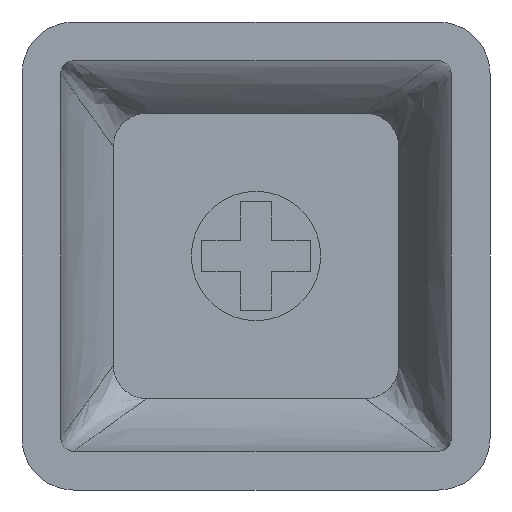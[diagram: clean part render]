
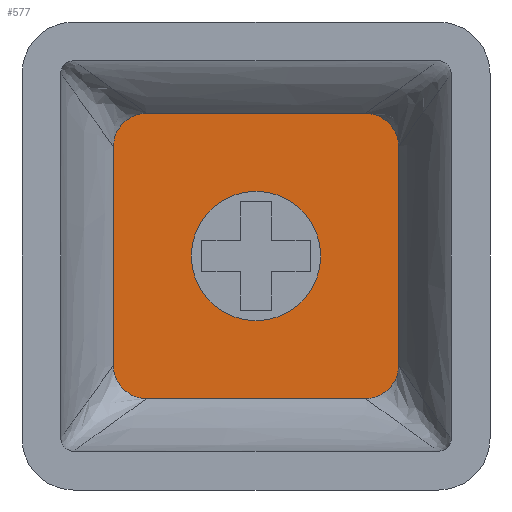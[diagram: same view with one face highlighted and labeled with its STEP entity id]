
A CAD part, front view. The second image highlights one B-rep face of the part: STEP entity #577.
In plain terms, the highlighted planar face has unit normal (0, -1, 0).
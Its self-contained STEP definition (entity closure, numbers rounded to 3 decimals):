
#136=FACE_OUTER_BOUND('',#171,.T.);
#171=EDGE_LOOP('',(#385,#386,#387,#388,#389,#390,#391,#392));
#208=B_SPLINE_CURVE_WITH_KNOTS('',3,(#765,#766,#767,#768,#769,#770,#771,
#772,#773,#774,#775,#776,#777,#778),.UNSPECIFIED.,.F.,.F.,(4,2,2,2,2,2,
4),(-0.157,-0.146,-0.118,-0.085,
-0.052,-0.018,-0.015),
 .UNSPECIFIED.);
#209=B_SPLINE_CURVE_WITH_KNOTS('',3,(#780,#781,#782,#783,#784,#785,#786,
#787),.UNSPECIFIED.,.F.,.F.,(4,2,2,4),(-0.723,-0.496,
-0.14,0.),.UNSPECIFIED.);
#210=B_SPLINE_CURVE_WITH_KNOTS('',3,(#789,#790,#791,#792,#793,#794,#795,
#796,#797,#798,#799,#800,#801,#802),.UNSPECIFIED.,.F.,.F.,(4,2,2,2,2,2,
4),(-0.157,-0.146,-0.118,-0.085,
-0.052,-0.018,-0.015),
 .UNSPECIFIED.);
#211=B_SPLINE_CURVE_WITH_KNOTS('',3,(#804,#805,#806,#807,#808,#809,#810,
#811),.UNSPECIFIED.,.F.,.F.,(4,2,2,4),(-0.723,-0.496,
-0.14,0.),.UNSPECIFIED.);
#212=B_SPLINE_CURVE_WITH_KNOTS('',3,(#813,#814,#815,#816,#817,#818,#819,
#820,#821,#822,#823,#824,#825,#826),.UNSPECIFIED.,.F.,.F.,(4,2,2,2,2,2,
4),(-0.157,-0.146,-0.118,-0.085,
-0.052,-0.018,-0.015),
 .UNSPECIFIED.);
#213=B_SPLINE_CURVE_WITH_KNOTS('',3,(#828,#829,#830,#831,#832,#833,#834,
#835),.UNSPECIFIED.,.F.,.F.,(4,2,2,4),(-0.723,-0.496,
-0.14,0.),.UNSPECIFIED.);
#214=B_SPLINE_CURVE_WITH_KNOTS('',3,(#837,#838,#839,#840,#841,#842,#843,
#844,#845,#846,#847,#848,#849,#850),.UNSPECIFIED.,.F.,.F.,(4,2,2,2,2,2,
4),(-0.157,-0.146,-0.118,-0.085,
-0.052,-0.018,-0.015),
 .UNSPECIFIED.);
#215=B_SPLINE_CURVE_WITH_KNOTS('',3,(#851,#852,#853,#854,#855,#856,#857,
#858),.UNSPECIFIED.,.F.,.F.,(4,2,2,4),(-0.723,-0.496,
-0.14,0.),.UNSPECIFIED.);
#240=VERTEX_POINT('',#763);
#241=VERTEX_POINT('',#764);
#242=VERTEX_POINT('',#779);
#243=VERTEX_POINT('',#788);
#244=VERTEX_POINT('',#803);
#245=VERTEX_POINT('',#812);
#246=VERTEX_POINT('',#827);
#247=VERTEX_POINT('',#836);
#298=EDGE_CURVE('',#240,#241,#208,.T.);
#299=EDGE_CURVE('',#242,#240,#209,.T.);
#300=EDGE_CURVE('',#243,#242,#210,.T.);
#301=EDGE_CURVE('',#244,#243,#211,.T.);
#302=EDGE_CURVE('',#245,#244,#212,.T.);
#303=EDGE_CURVE('',#246,#245,#213,.T.);
#304=EDGE_CURVE('',#247,#246,#214,.T.);
#305=EDGE_CURVE('',#241,#247,#215,.T.);
#385=ORIENTED_EDGE('',*,*,#298,.F.);
#386=ORIENTED_EDGE('',*,*,#299,.F.);
#387=ORIENTED_EDGE('',*,*,#300,.F.);
#388=ORIENTED_EDGE('',*,*,#301,.F.);
#389=ORIENTED_EDGE('',*,*,#302,.F.);
#390=ORIENTED_EDGE('',*,*,#303,.F.);
#391=ORIENTED_EDGE('',*,*,#304,.F.);
#392=ORIENTED_EDGE('',*,*,#305,.F.);
#559=PLANE('',#627);
#577=ADVANCED_FACE('',(#136),#559,.F.);
#627=AXIS2_PLACEMENT_3D('',#762,#658,#659);
#658=DIRECTION('center_axis',(0.,1.,0.));
#659=DIRECTION('ref_axis',(0.,0.,1.));
#762=CARTESIAN_POINT('Origin',(9.05,6.8,9.05));
#763=CARTESIAN_POINT('',(13.287,6.8,14.567));
#764=CARTESIAN_POINT('',(14.567,6.8,13.287));
#765=CARTESIAN_POINT('Ctrl Pts',(13.287,6.8,14.567));
#766=CARTESIAN_POINT('Ctrl Pts',(13.339,6.8,14.567));
#767=CARTESIAN_POINT('Ctrl Pts',(13.386,6.8,14.564));
#768=CARTESIAN_POINT('Ctrl Pts',(13.509,6.8,14.552));
#769=CARTESIAN_POINT('Ctrl Pts',(13.628,6.8,14.53));
#770=CARTESIAN_POINT('Ctrl Pts',(13.922,6.8,14.406));
#771=CARTESIAN_POINT('Ctrl Pts',(14.066,6.8,14.306));
#772=CARTESIAN_POINT('Ctrl Pts',(14.311,6.8,14.06));
#773=CARTESIAN_POINT('Ctrl Pts',(14.413,6.8,13.911));
#774=CARTESIAN_POINT('Ctrl Pts',(14.547,6.8,13.582));
#775=CARTESIAN_POINT('Ctrl Pts',(14.564,6.8,13.434));
#776=CARTESIAN_POINT('Ctrl Pts',(14.567,6.8,13.308));
#777=CARTESIAN_POINT('Ctrl Pts',(14.567,6.8,13.297));
#778=CARTESIAN_POINT('Ctrl Pts',(14.567,6.8,13.287));
#779=CARTESIAN_POINT('',(4.813,6.8,14.567));
#780=CARTESIAN_POINT('Ctrl Pts',(4.813,6.8,14.567));
#781=CARTESIAN_POINT('Ctrl Pts',(5.517,6.8,14.563));
#782=CARTESIAN_POINT('Ctrl Pts',(6.982,6.8,14.561));
#783=CARTESIAN_POINT('Ctrl Pts',(8.96,6.8,14.56));
#784=CARTESIAN_POINT('Ctrl Pts',(10.372,6.8,14.56));
#785=CARTESIAN_POINT('Ctrl Pts',(12.013,6.8,14.563));
#786=CARTESIAN_POINT('Ctrl Pts',(12.821,6.8,14.564));
#787=CARTESIAN_POINT('Ctrl Pts',(13.287,6.8,14.567));
#788=CARTESIAN_POINT('',(3.533,6.8,13.287));
#789=CARTESIAN_POINT('Ctrl Pts',(3.533,6.8,13.287));
#790=CARTESIAN_POINT('Ctrl Pts',(3.533,6.8,13.339));
#791=CARTESIAN_POINT('Ctrl Pts',(3.536,6.8,13.386));
#792=CARTESIAN_POINT('Ctrl Pts',(3.548,6.8,13.509));
#793=CARTESIAN_POINT('Ctrl Pts',(3.57,6.8,13.628));
#794=CARTESIAN_POINT('Ctrl Pts',(3.694,6.8,13.922));
#795=CARTESIAN_POINT('Ctrl Pts',(3.794,6.8,14.066));
#796=CARTESIAN_POINT('Ctrl Pts',(4.04,6.8,14.311));
#797=CARTESIAN_POINT('Ctrl Pts',(4.189,6.8,14.413));
#798=CARTESIAN_POINT('Ctrl Pts',(4.518,6.8,14.547));
#799=CARTESIAN_POINT('Ctrl Pts',(4.666,6.8,14.564));
#800=CARTESIAN_POINT('Ctrl Pts',(4.792,6.8,14.567));
#801=CARTESIAN_POINT('Ctrl Pts',(4.803,6.8,14.567));
#802=CARTESIAN_POINT('Ctrl Pts',(4.813,6.8,14.567));
#803=CARTESIAN_POINT('',(3.533,6.8,4.813));
#804=CARTESIAN_POINT('Ctrl Pts',(3.533,6.8,4.813));
#805=CARTESIAN_POINT('Ctrl Pts',(3.537,6.8,5.517));
#806=CARTESIAN_POINT('Ctrl Pts',(3.539,6.8,6.982));
#807=CARTESIAN_POINT('Ctrl Pts',(3.54,6.8,8.96));
#808=CARTESIAN_POINT('Ctrl Pts',(3.54,6.8,10.372));
#809=CARTESIAN_POINT('Ctrl Pts',(3.537,6.8,12.013));
#810=CARTESIAN_POINT('Ctrl Pts',(3.536,6.8,12.821));
#811=CARTESIAN_POINT('Ctrl Pts',(3.533,6.8,13.287));
#812=CARTESIAN_POINT('',(4.813,6.8,3.533));
#813=CARTESIAN_POINT('Ctrl Pts',(4.813,6.8,3.533));
#814=CARTESIAN_POINT('Ctrl Pts',(4.761,6.8,3.533));
#815=CARTESIAN_POINT('Ctrl Pts',(4.714,6.8,3.536));
#816=CARTESIAN_POINT('Ctrl Pts',(4.591,6.8,3.548));
#817=CARTESIAN_POINT('Ctrl Pts',(4.472,6.8,3.57));
#818=CARTESIAN_POINT('Ctrl Pts',(4.178,6.8,3.694));
#819=CARTESIAN_POINT('Ctrl Pts',(4.034,6.8,3.794));
#820=CARTESIAN_POINT('Ctrl Pts',(3.789,6.8,4.04));
#821=CARTESIAN_POINT('Ctrl Pts',(3.687,6.8,4.189));
#822=CARTESIAN_POINT('Ctrl Pts',(3.553,6.8,4.518));
#823=CARTESIAN_POINT('Ctrl Pts',(3.536,6.8,4.666));
#824=CARTESIAN_POINT('Ctrl Pts',(3.533,6.8,4.792));
#825=CARTESIAN_POINT('Ctrl Pts',(3.533,6.8,4.803));
#826=CARTESIAN_POINT('Ctrl Pts',(3.533,6.8,4.813));
#827=CARTESIAN_POINT('',(13.287,6.8,3.533));
#828=CARTESIAN_POINT('Ctrl Pts',(13.287,6.8,3.533));
#829=CARTESIAN_POINT('Ctrl Pts',(12.583,6.8,3.537));
#830=CARTESIAN_POINT('Ctrl Pts',(11.118,6.8,3.539));
#831=CARTESIAN_POINT('Ctrl Pts',(9.14,6.8,3.54));
#832=CARTESIAN_POINT('Ctrl Pts',(7.728,6.8,3.54));
#833=CARTESIAN_POINT('Ctrl Pts',(6.087,6.8,3.537));
#834=CARTESIAN_POINT('Ctrl Pts',(5.279,6.8,3.536));
#835=CARTESIAN_POINT('Ctrl Pts',(4.813,6.8,3.533));
#836=CARTESIAN_POINT('',(14.567,6.8,4.813));
#837=CARTESIAN_POINT('Ctrl Pts',(14.567,6.8,4.813));
#838=CARTESIAN_POINT('Ctrl Pts',(14.567,6.8,4.761));
#839=CARTESIAN_POINT('Ctrl Pts',(14.564,6.8,4.714));
#840=CARTESIAN_POINT('Ctrl Pts',(14.552,6.8,4.591));
#841=CARTESIAN_POINT('Ctrl Pts',(14.53,6.8,4.472));
#842=CARTESIAN_POINT('Ctrl Pts',(14.406,6.8,4.178));
#843=CARTESIAN_POINT('Ctrl Pts',(14.306,6.8,4.034));
#844=CARTESIAN_POINT('Ctrl Pts',(14.06,6.8,3.789));
#845=CARTESIAN_POINT('Ctrl Pts',(13.911,6.8,3.687));
#846=CARTESIAN_POINT('Ctrl Pts',(13.582,6.8,3.553));
#847=CARTESIAN_POINT('Ctrl Pts',(13.434,6.8,3.536));
#848=CARTESIAN_POINT('Ctrl Pts',(13.308,6.8,3.533));
#849=CARTESIAN_POINT('Ctrl Pts',(13.297,6.8,3.533));
#850=CARTESIAN_POINT('Ctrl Pts',(13.287,6.8,3.533));
#851=CARTESIAN_POINT('Ctrl Pts',(14.567,6.8,13.287));
#852=CARTESIAN_POINT('Ctrl Pts',(14.563,6.8,12.583));
#853=CARTESIAN_POINT('Ctrl Pts',(14.561,6.8,11.118));
#854=CARTESIAN_POINT('Ctrl Pts',(14.56,6.8,9.14));
#855=CARTESIAN_POINT('Ctrl Pts',(14.56,6.8,7.728));
#856=CARTESIAN_POINT('Ctrl Pts',(14.563,6.8,6.087));
#857=CARTESIAN_POINT('Ctrl Pts',(14.564,6.8,5.279));
#858=CARTESIAN_POINT('Ctrl Pts',(14.567,6.8,4.813));
